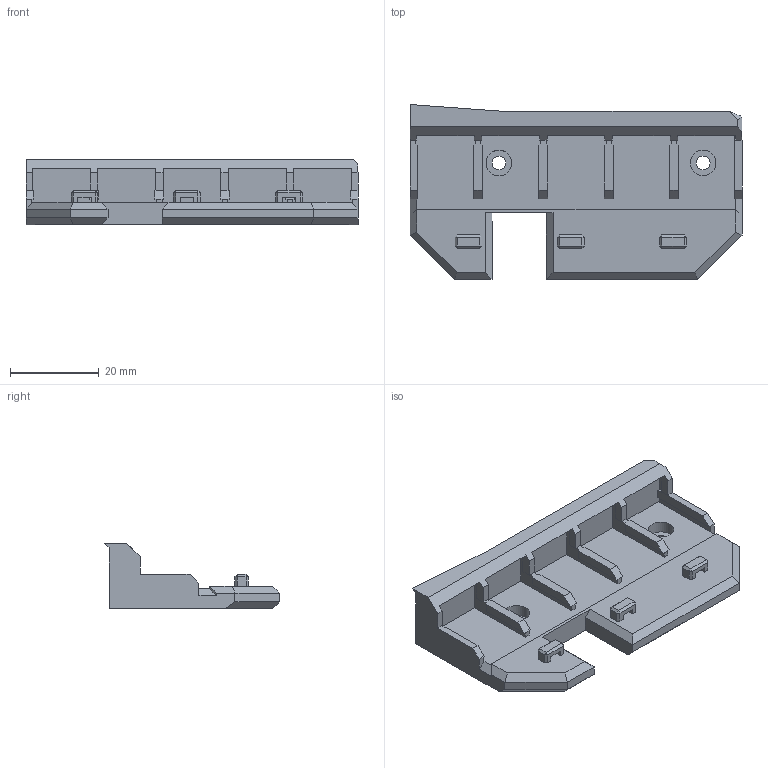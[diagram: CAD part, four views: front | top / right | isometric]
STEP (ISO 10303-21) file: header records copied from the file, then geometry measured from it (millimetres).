
FILE_DESCRIPTION(/* description */ (''),/* implementation_level */ '2;1');
FILE_NAME(/* name */ 'vcore-triplewago221-412holder.step',/* time_stamp */ '2022-01-06T00:24:53+01:00',/* author */ (''),/* organization */ (''),/* preprocessor_version */ 'ST-DEVELOPER v18.1',/* originating_system */ 'Autodesk Translation Framework v10.10.0.1391',/* authorisation */ '');
FILE_SCHEMA (('AUTOMOTIVE_DESIGN { 1 0 10303 214 3 1 1 }'));
Length unit declared in the file: millimetre
Products named in the file (1): Triple_WAGO_221-412_Holder
Bounding box: 74.7 x 39.33 x 14.7 mm (x, y, z)
Volume: 12970 mm3; surface area: 9073.3 mm2
Topology: 1 solids, 1 shells, 217 faces, 557 edges, 348 vertices
Faces by surface type: plane 209, cylinder 8
Full cylindrical faces by diameter (mm): 3.1 x4, 4.5 x2, 5.75 x2
Entity records: 6420 total; most frequent: CARTESIAN_POINT 1123, ORIENTED_EDGE 1114, DIRECTION 1009, EDGE_CURVE 557, LINE 541, VECTOR 541, VERTEX_POINT 348, AXIS2_PLACEMENT_3D 234
